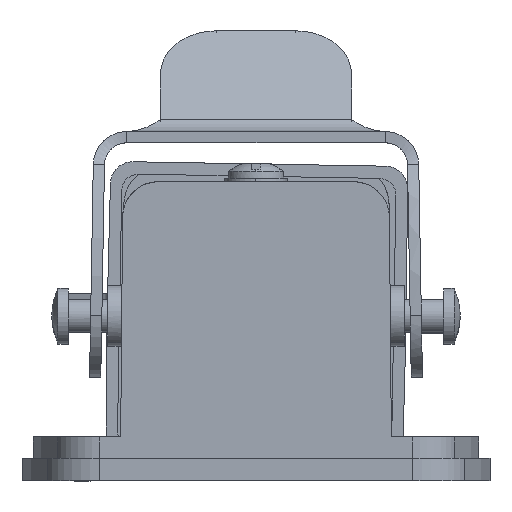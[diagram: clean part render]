
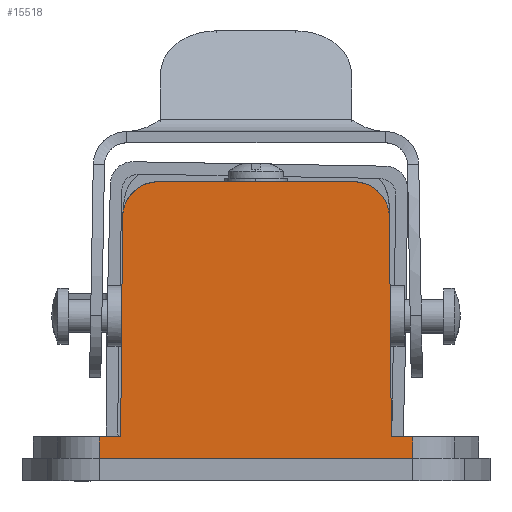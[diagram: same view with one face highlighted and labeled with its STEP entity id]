
A CAD part, front view. The second image highlights one B-rep face of the part: STEP entity #15518.
In plain terms, the highlighted planar face has unit normal (0, -1, 0).
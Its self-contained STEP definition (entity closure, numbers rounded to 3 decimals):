
#15342=AXIS2_PLACEMENT_3D('Circle Axis2P3D',#15340,#15341,$) ;
#15460=AXIS2_PLACEMENT_3D('Circle Axis2P3D',#15458,#15459,$) ;
#15499=AXIS2_PLACEMENT_3D('Plane Axis2P3D',#15496,#15497,#15498) ;
#12887=CARTESIAN_POINT('Vertex',(35.,1.,2.05)) ;
#12890=CARTESIAN_POINT('Line Origine',(21.,1.,2.05)) ;
#12894=CARTESIAN_POINT('Vertex',(7.,1.,2.05)) ;
#15096=CARTESIAN_POINT('Vertex',(8.91,1.,3.95)) ;
#15099=CARTESIAN_POINT('Line Origine',(8.996,1.,13.764)) ;
#15103=CARTESIAN_POINT('Vertex',(9.082,1.,23.578)) ;
#15135=CARTESIAN_POINT('Vertex',(7.,1.,3.95)) ;
#15138=CARTESIAN_POINT('Line Origine',(7.955,1.,3.95)) ;
#15161=CARTESIAN_POINT('Line Origine',(7.,1.,2.45)) ;
#15204=CARTESIAN_POINT('Vertex',(35.,1.,3.95)) ;
#15207=CARTESIAN_POINT('Line Origine',(35.,1.,2.45)) ;
#15223=CARTESIAN_POINT('Vertex',(33.09,1.,3.95)) ;
#15226=CARTESIAN_POINT('Line Origine',(34.045,1.,3.95)) ;
#15249=CARTESIAN_POINT('Line Origine',(33.004,1.,13.764)) ;
#15253=CARTESIAN_POINT('Vertex',(32.918,1.,23.578)) ;
#15335=CARTESIAN_POINT('Vertex',(29.718,1.,26.75)) ;
#15340=CARTESIAN_POINT('Axis2P3D Location',(29.718,1.,23.55)) ;
#15458=CARTESIAN_POINT('Axis2P3D Location',(12.282,1.,23.55)) ;
#15462=CARTESIAN_POINT('Vertex',(12.282,1.,26.75)) ;
#15496=CARTESIAN_POINT('Axis2P3D Location',(21.,1.,14.75)) ;
#15501=CARTESIAN_POINT('Line Origine',(21.,1.,26.75)) ;
#12891=DIRECTION('Vector Direction',(1.,0.,0.)) ;
#15100=DIRECTION('Vector Direction',(0.009,0.,1.)) ;
#15139=DIRECTION('Vector Direction',(1.,0.,0.)) ;
#15162=DIRECTION('Vector Direction',(0.,0.,-1.)) ;
#15208=DIRECTION('Vector Direction',(0.,0.,-1.)) ;
#15227=DIRECTION('Vector Direction',(1.,0.,0.)) ;
#15250=DIRECTION('Vector Direction',(0.009,0.,-1.)) ;
#15341=DIRECTION('Axis2P3D Direction',(0.,1.,0.)) ;
#15459=DIRECTION('Axis2P3D Direction',(0.,1.,0.)) ;
#15497=DIRECTION('Axis2P3D Direction',(0.,1.,0.)) ;
#15498=DIRECTION('Axis2P3D XDirection',(-1.,0.,0.)) ;
#15502=DIRECTION('Vector Direction',(-1.,0.,0.)) ;
#12892=VECTOR('Line Direction',#12891,1.) ;
#15101=VECTOR('Line Direction',#15100,1.) ;
#15140=VECTOR('Line Direction',#15139,1.) ;
#15163=VECTOR('Line Direction',#15162,1.) ;
#15209=VECTOR('Line Direction',#15208,1.) ;
#15228=VECTOR('Line Direction',#15227,1.) ;
#15251=VECTOR('Line Direction',#15250,1.) ;
#15503=VECTOR('Line Direction',#15502,1.) ;
#15507=ORIENTED_EDGE('',*,*,#12896,.F.) ;
#15508=ORIENTED_EDGE('',*,*,#15211,.F.) ;
#15509=ORIENTED_EDGE('',*,*,#15230,.T.) ;
#15510=ORIENTED_EDGE('',*,*,#15255,.F.) ;
#15511=ORIENTED_EDGE('',*,*,#15344,.F.) ;
#15512=ORIENTED_EDGE('',*,*,#15505,.F.) ;
#15513=ORIENTED_EDGE('',*,*,#15464,.F.) ;
#15514=ORIENTED_EDGE('',*,*,#15105,.F.) ;
#15515=ORIENTED_EDGE('',*,*,#15142,.T.) ;
#15516=ORIENTED_EDGE('',*,*,#15165,.T.) ;
#15518=ADVANCED_FACE('Hauptk\X2\00F6\X0\rper',(#15517),#15500,.F.) ;
#15343=CIRCLE('generated circle',#15342,3.2) ;
#15461=CIRCLE('generated circle',#15460,3.2) ;
#12896=EDGE_CURVE('',#12888,#12895,#12893,.F.) ;
#15105=EDGE_CURVE('',#15097,#15104,#15102,.T.) ;
#15142=EDGE_CURVE('',#15097,#15136,#15141,.F.) ;
#15165=EDGE_CURVE('',#15136,#12895,#15164,.T.) ;
#15211=EDGE_CURVE('',#15205,#12888,#15210,.T.) ;
#15230=EDGE_CURVE('',#15205,#15224,#15229,.F.) ;
#15255=EDGE_CURVE('',#15254,#15224,#15252,.T.) ;
#15344=EDGE_CURVE('',#15336,#15254,#15343,.T.) ;
#15464=EDGE_CURVE('',#15104,#15463,#15461,.T.) ;
#15505=EDGE_CURVE('',#15463,#15336,#15504,.F.) ;
#15506=EDGE_LOOP('',(#15507,#15508,#15509,#15510,#15511,#15512,#15513,#15514,#15515,#15516)) ;
#15517=FACE_OUTER_BOUND('',#15506,.T.) ;
#12893=LINE('Line',#12890,#12892) ;
#15102=LINE('Line',#15099,#15101) ;
#15141=LINE('Line',#15138,#15140) ;
#15164=LINE('Line',#15161,#15163) ;
#15210=LINE('Line',#15207,#15209) ;
#15229=LINE('Line',#15226,#15228) ;
#15252=LINE('Line',#15249,#15251) ;
#15504=LINE('Line',#15501,#15503) ;
#15500=PLANE('',#15499) ;
#12888=VERTEX_POINT('',#12887) ;
#12895=VERTEX_POINT('',#12894) ;
#15097=VERTEX_POINT('',#15096) ;
#15104=VERTEX_POINT('',#15103) ;
#15136=VERTEX_POINT('',#15135) ;
#15205=VERTEX_POINT('',#15204) ;
#15224=VERTEX_POINT('',#15223) ;
#15254=VERTEX_POINT('',#15253) ;
#15336=VERTEX_POINT('',#15335) ;
#15463=VERTEX_POINT('',#15462) ;
